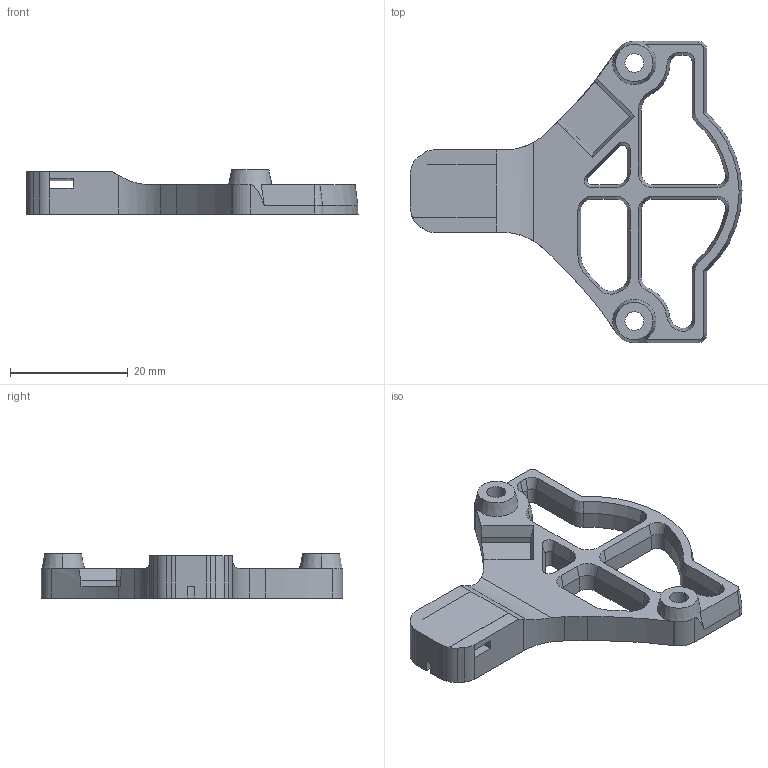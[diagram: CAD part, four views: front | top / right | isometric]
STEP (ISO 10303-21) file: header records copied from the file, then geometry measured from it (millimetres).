
FILE_DESCRIPTION (( 'STEP AP203' ), '1' );
FILE_NAME ('STH-36_sherpa_mini_mounting_plate_overmold_strain.STEP', '2024-06-09T12:23:21', ( '' ), ( '' ), 'SwSTEP 2.0', 'SolidWorks 2023', '' );
FILE_SCHEMA (( 'CONFIG_CONTROL_DESIGN' ));
Length unit declared in the file: millimetre
Products named in the file (1): STH-36_sherpa_mini_mounting_plate_overmold_strain
Bounding box: 56.38 x 51.18 x 7.5 mm (x, y, z)
Volume: 5264.1 mm3; surface area: 4492.3 mm2
Topology: 1 solids, 1 shells, 164 faces, 437 edges, 276 vertices
Faces by surface type: plane 66, cylinder 57, cone 36, bspline 5
Entity records: 5407 total; most frequent: CARTESIAN_POINT 1159, DIRECTION 890, ORIENTED_EDGE 874, EDGE_CURVE 437, AXIS2_PLACEMENT_3D 320, VERTEX_POINT 276, LINE 250, VECTOR 250
